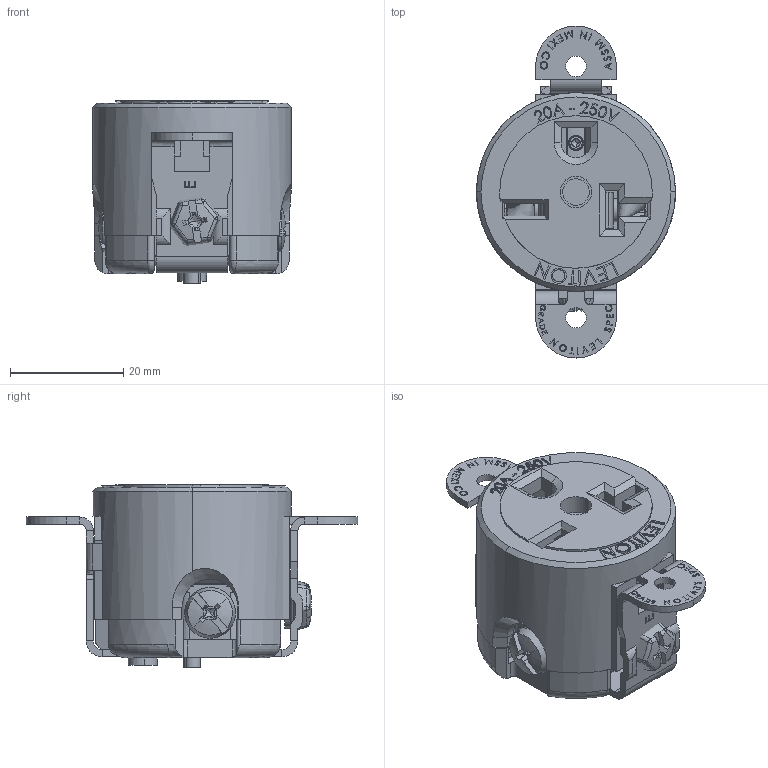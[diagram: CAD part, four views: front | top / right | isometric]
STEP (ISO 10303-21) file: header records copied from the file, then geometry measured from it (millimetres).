
FILE_DESCRIPTION (( 'STEP AP214' ), '1' );
FILE_NAME ('CATSTD-05458-000-M01.STEP', '2020-04-08T17:21:02', ( '' ), ( '' ), 'SwSTEP 2.0', 'SolidWorks 2017', '' );
FILE_SCHEMA (( 'AUTOMOTIVE_DESIGN' ));
Length unit declared in the file: inch
Products named in the file (1): CATSTD-05458-000-M01
Bounding box: 35.18 x 58.71 x 32.23 mm (x, y, z)
Surface area: 20673.1 mm2 (no closed solid volume)
Topology: 0 solids, 11 shells, 1821 faces, 4899 edges, 3206 vertices
Faces by surface type: plane 1137, cylinder 292, bspline 270, cone 71, torus 33, sphere 18
Entity records: 99996 total; most frequent: CARTESIAN_POINT 32432, ORIENTED_EDGE 9756, DIRECTION 7918, EDGE_CURVE 4886, VECTOR 3240, LINE 3240, VERTEX_POINT 3206, AXIS2_PLACEMENT_3D 2339
